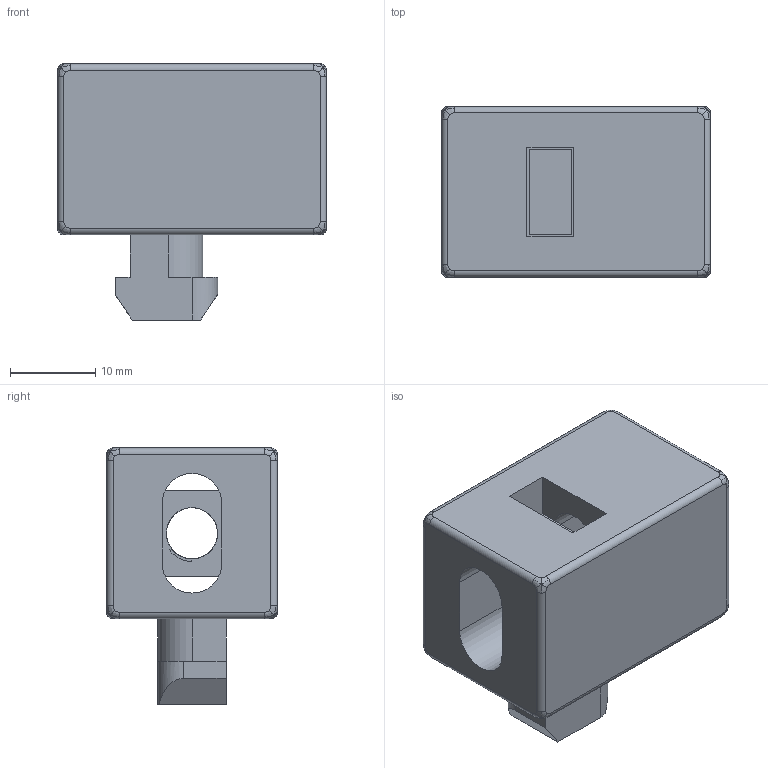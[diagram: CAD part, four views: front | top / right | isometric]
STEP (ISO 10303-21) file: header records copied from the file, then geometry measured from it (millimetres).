
FILE_DESCRIPTION(/* description */ (''),/* implementation_level */ '2;1');
FILE_NAME(/* name */ '64-070-0.step',/* time_stamp */ '2021-10-19T14:27:06-04:00',/* author */ (''),/* organization */ (''),/* preprocessor_version */ 'ST-DEVELOPER v18.1',/* originating_system */ 'Autodesk Translation Framework v10.10.0.1391',/* authorisation */ '');
FILE_SCHEMA (('AUTOMOTIVE_DESIGN { 1 0 10303 214 3 1 1 }'));
Length unit declared in the file: millimetre
Products named in the file (1): 64-070-0
Bounding box: 31.5 x 20 x 30 mm (x, y, z)
Volume: 10288.4 mm3; surface area: 5282.3 mm2
Topology: 2 solids, 2 shells, 115 faces, 299 edges, 190 vertices
Faces by surface type: bspline 54, plane 33, cylinder 28
Full cylindrical faces by diameter (mm): 6 x6
Entity records: 10186 total; most frequent: CARTESIAN_POINT 7506, ORIENTED_EDGE 598, DIRECTION 472, EDGE_CURVE 299, VERTEX_POINT 190, AXIS2_PLACEMENT_3D 180, EDGE_LOOP 123, CIRCLE 116
